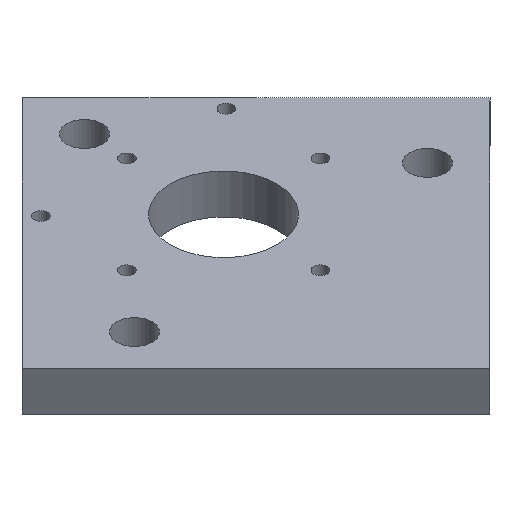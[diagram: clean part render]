
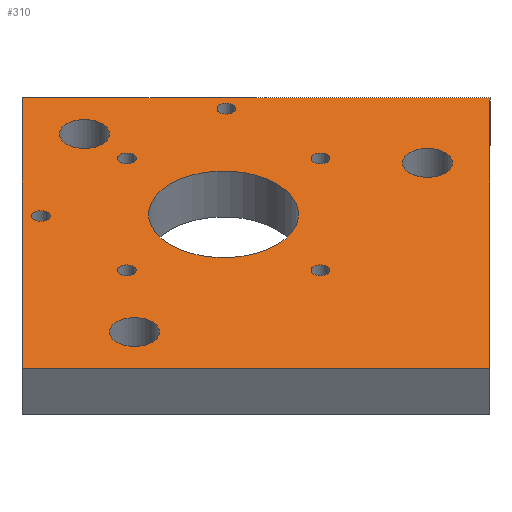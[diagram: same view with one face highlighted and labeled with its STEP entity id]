
A CAD part, isometric view. The second image highlights one B-rep face of the part: STEP entity #310.
In plain terms, the highlighted planar face has unit normal (0, 0, 1).
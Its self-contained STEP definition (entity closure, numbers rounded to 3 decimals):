
#20=CIRCLE('',#329,1.5);
#22=CIRCLE('',#332,1.5);
#24=CIRCLE('',#335,1.5);
#26=CIRCLE('',#338,1.5);
#28=CIRCLE('',#341,1.5);
#30=CIRCLE('',#344,4.);
#32=CIRCLE('',#347,4.);
#35=CIRCLE('',#351,4.);
#36=CIRCLE('',#353,12.);
#38=CIRCLE('',#357,1.5);
#86=ORIENTED_EDGE('',*,*,#139,.F.);
#87=ORIENTED_EDGE('',*,*,#119,.T.);
#88=ORIENTED_EDGE('',*,*,#123,.T.);
#89=ORIENTED_EDGE('',*,*,#143,.F.);
#90=ORIENTED_EDGE('',*,*,#116,.F.);
#91=ORIENTED_EDGE('',*,*,#140,.F.);
#92=ORIENTED_EDGE('',*,*,#136,.F.);
#93=ORIENTED_EDGE('',*,*,#134,.F.);
#94=ORIENTED_EDGE('',*,*,#132,.F.);
#95=ORIENTED_EDGE('',*,*,#130,.F.);
#96=ORIENTED_EDGE('',*,*,#128,.F.);
#97=ORIENTED_EDGE('',*,*,#126,.F.);
#98=ORIENTED_EDGE('',*,*,#144,.F.);
#99=ORIENTED_EDGE('',*,*,#124,.F.);
#116=EDGE_CURVE('',#148,#149,#176,.T.);
#119=EDGE_CURVE('',#148,#150,#179,.T.);
#123=EDGE_CURVE('',#150,#153,#183,.T.);
#124=EDGE_CURVE('',#154,#154,#20,.T.);
#126=EDGE_CURVE('',#156,#156,#22,.T.);
#128=EDGE_CURVE('',#158,#158,#24,.T.);
#130=EDGE_CURVE('',#160,#160,#26,.T.);
#132=EDGE_CURVE('',#162,#162,#28,.T.);
#134=EDGE_CURVE('',#164,#164,#30,.T.);
#136=EDGE_CURVE('',#166,#166,#32,.T.);
#139=EDGE_CURVE('',#169,#169,#35,.T.);
#140=EDGE_CURVE('',#170,#170,#36,.T.);
#143=EDGE_CURVE('',#149,#153,#185,.T.);
#144=EDGE_CURVE('',#172,#172,#38,.T.);
#148=VERTEX_POINT('',#453);
#149=VERTEX_POINT('',#455);
#150=VERTEX_POINT('',#459);
#153=VERTEX_POINT('',#467);
#154=VERTEX_POINT('',#471);
#156=VERTEX_POINT('',#476);
#158=VERTEX_POINT('',#481);
#160=VERTEX_POINT('',#486);
#162=VERTEX_POINT('',#491);
#164=VERTEX_POINT('',#496);
#166=VERTEX_POINT('',#501);
#169=VERTEX_POINT('',#508);
#170=VERTEX_POINT('',#511);
#172=VERTEX_POINT('',#519);
#176=LINE('',#454,#188);
#179=LINE('',#461,#191);
#183=LINE('',#468,#195);
#185=LINE('',#516,#197);
#188=VECTOR('',#367,1000.);
#191=VECTOR('',#372,1000.);
#195=VECTOR('',#378,1000.);
#197=VECTOR('',#436,1000.);
#222=EDGE_LOOP('',(#86));
#223=EDGE_LOOP('',(#87,#88,#89,#90));
#224=EDGE_LOOP('',(#91));
#225=EDGE_LOOP('',(#92));
#226=EDGE_LOOP('',(#93));
#227=EDGE_LOOP('',(#94));
#228=EDGE_LOOP('',(#95));
#229=EDGE_LOOP('',(#96));
#230=EDGE_LOOP('',(#97));
#231=EDGE_LOOP('',(#98));
#232=EDGE_LOOP('',(#99));
#268=FACE_BOUND('',#222,.T.);
#269=FACE_BOUND('',#223,.T.);
#270=FACE_BOUND('',#224,.T.);
#271=FACE_BOUND('',#225,.T.);
#272=FACE_BOUND('',#226,.T.);
#273=FACE_BOUND('',#227,.T.);
#274=FACE_BOUND('',#228,.T.);
#275=FACE_BOUND('',#229,.T.);
#276=FACE_BOUND('',#230,.T.);
#277=FACE_BOUND('',#231,.T.);
#278=FACE_BOUND('',#232,.T.);
#294=PLANE('',#359);
#310=ADVANCED_FACE('',(#268,#269,#270,#271,#272,#273,#274,#275,#276,#277,
#278),#294,.T.);
#329=AXIS2_PLACEMENT_3D('',#470,#381,#382);
#332=AXIS2_PLACEMENT_3D('',#475,#387,#388);
#335=AXIS2_PLACEMENT_3D('',#480,#393,#394);
#338=AXIS2_PLACEMENT_3D('',#485,#399,#400);
#341=AXIS2_PLACEMENT_3D('',#490,#405,#406);
#344=AXIS2_PLACEMENT_3D('',#495,#411,#412);
#347=AXIS2_PLACEMENT_3D('',#500,#417,#418);
#351=AXIS2_PLACEMENT_3D('',#507,#425,#426);
#353=AXIS2_PLACEMENT_3D('',#510,#429,#430);
#357=AXIS2_PLACEMENT_3D('',#518,#439,#440);
#359=AXIS2_PLACEMENT_3D('',#522,#443,#444);
#367=DIRECTION('',(0.707,0.707,0.));
#372=DIRECTION('',(0.707,-0.707,0.));
#378=DIRECTION('',(0.707,0.707,0.));
#381=DIRECTION('',(0.,0.,1.));
#382=DIRECTION('',(1.,0.,0.));
#387=DIRECTION('',(0.,0.,1.));
#388=DIRECTION('',(1.,0.,0.));
#393=DIRECTION('',(0.,0.,1.));
#394=DIRECTION('',(1.,0.,0.));
#399=DIRECTION('',(0.,0.,1.));
#400=DIRECTION('',(1.,0.,0.));
#405=DIRECTION('',(0.,0.,1.));
#406=DIRECTION('',(1.,0.,0.));
#411=DIRECTION('',(0.,0.,1.));
#412=DIRECTION('',(1.,0.,0.));
#417=DIRECTION('',(0.,0.,1.));
#418=DIRECTION('',(1.,0.,0.));
#425=DIRECTION('',(0.,0.,1.));
#426=DIRECTION('',(1.,0.,0.));
#429=DIRECTION('',(0.,0.,1.));
#430=DIRECTION('',(1.,0.,0.));
#436=DIRECTION('',(0.707,-0.707,0.));
#439=DIRECTION('',(0.,0.,1.));
#440=DIRECTION('',(1.,0.,0.));
#443=DIRECTION('',(0.,0.,1.));
#444=DIRECTION('',(1.,0.,0.));
#453=CARTESIAN_POINT('',(-194.373,99.784,9.));
#454=CARTESIAN_POINT('',(-147.078,147.078,9.));
#455=CARTESIAN_POINT('',(-141.421,152.735,9.));
#459=CARTESIAN_POINT('',(-141.421,46.832,9.));
#461=CARTESIAN_POINT('',(-47.294,-47.294,9.));
#467=CARTESIAN_POINT('',(-88.47,99.784,9.));
#468=CARTESIAN_POINT('',(-94.127,94.127,9.));
#470=CARTESIAN_POINT('',(-162.421,127.492,9.));
#471=CARTESIAN_POINT('',(-160.921,127.492,9.));
#475=CARTESIAN_POINT('',(-141.421,129.038,9.));
#476=CARTESIAN_POINT('',(-139.921,129.038,9.));
#480=CARTESIAN_POINT('',(-119.501,107.118,9.));
#481=CARTESIAN_POINT('',(-118.001,107.118,9.));
#485=CARTESIAN_POINT('',(-141.421,85.197,9.));
#486=CARTESIAN_POINT('',(-139.921,85.197,9.));
#490=CARTESIAN_POINT('',(-163.342,107.118,9.));
#491=CARTESIAN_POINT('',(-161.842,107.118,9.));
#495=CARTESIAN_POINT('',(-108.269,94.127,9.));
#496=CARTESIAN_POINT('',(-104.269,94.127,9.));
#500=CARTESIAN_POINT('',(-174.574,94.127,9.));
#501=CARTESIAN_POINT('',(-170.574,94.127,9.));
#507=CARTESIAN_POINT('',(-141.421,138.593,9.));
#508=CARTESIAN_POINT('',(-137.421,138.593,9.));
#510=CARTESIAN_POINT('',(-141.421,107.118,9.));
#511=CARTESIAN_POINT('',(-129.421,107.118,9.));
#516=CARTESIAN_POINT('',(5.657,5.657,9.));
#518=CARTESIAN_POINT('',(-120.421,127.492,9.));
#519=CARTESIAN_POINT('',(-118.921,127.492,9.));
#522=CARTESIAN_POINT('',(0.,0.,9.));
